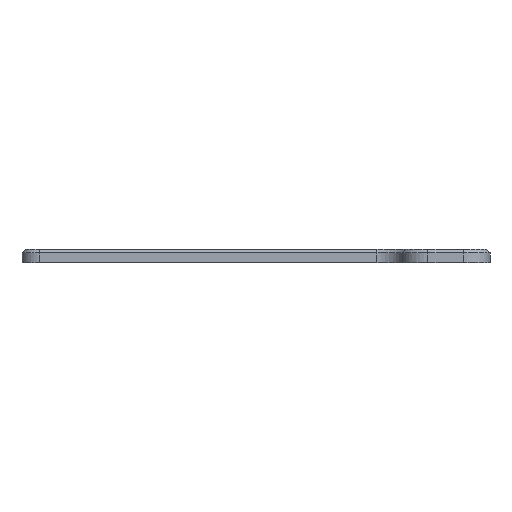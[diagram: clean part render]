
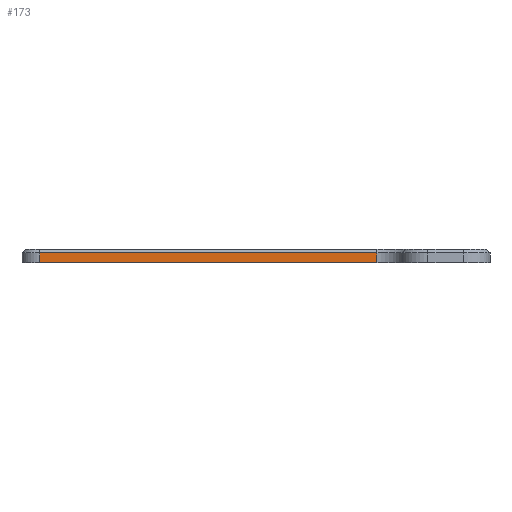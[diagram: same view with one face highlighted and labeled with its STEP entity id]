
A CAD part, left-side view. The second image highlights one B-rep face of the part: STEP entity #173.
In plain terms, the highlighted planar face has unit normal (-1, 0, 0).
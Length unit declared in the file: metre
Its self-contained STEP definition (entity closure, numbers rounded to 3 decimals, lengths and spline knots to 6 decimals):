
#173 = ADVANCED_FACE( '', ( #449 ), #450, .T. );
#449 = FACE_OUTER_BOUND( '', #864, .T. );
#450 = PLANE( '', #865 );
#864 = EDGE_LOOP( '', ( #1334, #1335, #1336, #1337 ) );
#865 = AXIS2_PLACEMENT_3D( '', #1338, #1339, #1340 );
#1334 = ORIENTED_EDGE( '', *, *, #2327, .F. );
#1335 = ORIENTED_EDGE( '', *, *, #2328, .T. );
#1336 = ORIENTED_EDGE( '', *, *, #2279, .T. );
#1337 = ORIENTED_EDGE( '', *, *, #2329, .F. );
#1338 = CARTESIAN_POINT( '', ( -0.0775, 0.03225, 0.115002 ) );
#1339 = DIRECTION( '', ( -1., 0., 0. ) );
#1340 = DIRECTION( '', ( 0., -1., 0. ) );
#2279 = EDGE_CURVE( '', #2687, #2688, #2689, .T. );
#2327 = EDGE_CURVE( '', #2768, #2769, #2770, .T. );
#2328 = EDGE_CURVE( '', #2768, #2687, #2771, .T. );
#2329 = EDGE_CURVE( '', #2769, #2688, #2772, .T. );
#2687 = VERTEX_POINT( '', #3274 );
#2688 = VERTEX_POINT( '', #3275 );
#2689 = LINE( '', #3276, #3277 );
#2768 = VERTEX_POINT( '', #3382 );
#2769 = VERTEX_POINT( '', #3383 );
#2770 = LINE( '', #3384, #3385 );
#2771 = LINE( '', #3386, #3387 );
#2772 = LINE( '', #3388, #3389 );
#3274 = CARTESIAN_POINT( '', ( -0.0775, 0.081, 0.1142 ) );
#3275 = CARTESIAN_POINT( '', ( -0.0775, 0.081, 0.112 ) );
#3276 = CARTESIAN_POINT( '', ( -0.0775, 0.081, 0.316291 ) );
#3277 = VECTOR( '', #4036, 1. );
#3382 = CARTESIAN_POINT( '', ( -0.0775, 0.004978, 0.1142 ) );
#3383 = CARTESIAN_POINT( '', ( -0.0775, 0.004978, 0.112 ) );
#3384 = CARTESIAN_POINT( '', ( -0.0775, 0.004978, 0.115002 ) );
#3385 = VECTOR( '', #4093, 1. );
#3386 = CARTESIAN_POINT( '', ( -0.0775, 0.03225, 0.1142 ) );
#3387 = VECTOR( '', #4094, 1. );
#3388 = CARTESIAN_POINT( '', ( -0.0775, 0.03225, 0.112 ) );
#3389 = VECTOR( '', #4095, 1. );
#4036 = DIRECTION( '', ( 0., 0., -1. ) );
#4093 = DIRECTION( '', ( 0., 0., -1. ) );
#4094 = DIRECTION( '', ( 0., 1., 0. ) );
#4095 = DIRECTION( '', ( 0., 1., 0. ) );
